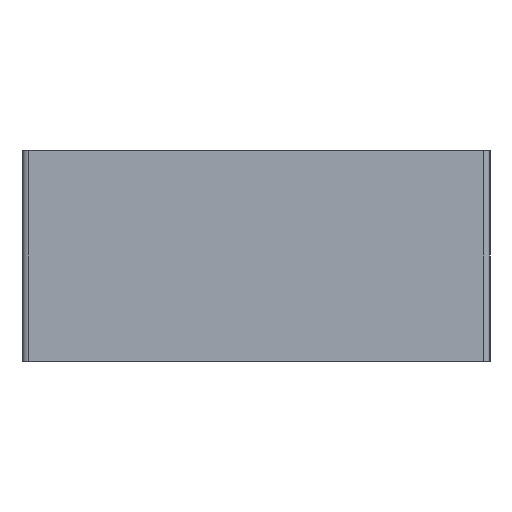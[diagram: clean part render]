
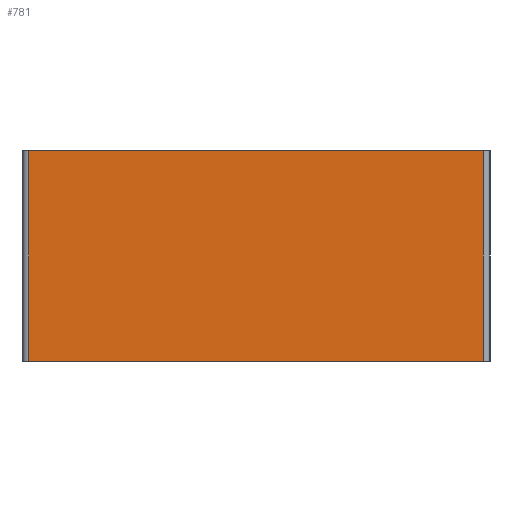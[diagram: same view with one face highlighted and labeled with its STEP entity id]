
A CAD part, left-side view. The second image highlights one B-rep face of the part: STEP entity #781.
In plain terms, the highlighted planar face has unit normal (-1, 0, 0).
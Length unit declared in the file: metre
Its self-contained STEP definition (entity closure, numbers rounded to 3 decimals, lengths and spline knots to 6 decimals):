
#130=ORIENTED_EDGE('',*,*,#316,.F.);
#131=ORIENTED_EDGE('',*,*,#362,.T.);
#132=ORIENTED_EDGE('',*,*,#363,.T.);
#133=ORIENTED_EDGE('',*,*,#364,.T.);
#316=EDGE_CURVE('',#434,#435,#507,.T.);
#362=EDGE_CURVE('',#434,#476,#540,.T.);
#363=EDGE_CURVE('',#476,#477,#541,.T.);
#364=EDGE_CURVE('',#477,#435,#542,.F.);
#434=VERTEX_POINT('',#1182);
#435=VERTEX_POINT('',#1184);
#476=VERTEX_POINT('',#1277);
#477=VERTEX_POINT('',#1279);
#507=LINE('',#1183,#585);
#540=LINE('',#1276,#618);
#541=LINE('',#1278,#619);
#542=LINE('',#1280,#620);
#585=VECTOR('',#931,1.);
#618=VECTOR('',#1002,1.);
#619=VECTOR('',#1003,1.);
#620=VECTOR('',#1004,1.);
#667=EDGE_LOOP('',(#130,#131,#132,#133));
#713=FACE_BOUND('',#667,.T.);
#758=PLANE('',#855);
#781=ADVANCED_FACE('',(#713),#758,.F.);
#855=AXIS2_PLACEMENT_3D('',#1275,#1000,#1001);
#931=DIRECTION('',(0.,-1.,0.));
#1000=DIRECTION('',(1.,0.,0.));
#1001=DIRECTION('',(0.,0.,-1.));
#1002=DIRECTION('',(0.,0.,-1.));
#1003=DIRECTION('',(0.,-1.,0.));
#1004=DIRECTION('',(0.,0.,-1.));
#1182=CARTESIAN_POINT('',(-0.121266,0.040809,0.04));
#1183=CARTESIAN_POINT('',(-0.121266,-0.002441,0.04));
#1184=CARTESIAN_POINT('',(-0.121266,-0.045691,0.04));
#1275=CARTESIAN_POINT('',(-0.121266,-0.002441,0.003));
#1276=CARTESIAN_POINT('',(-0.121266,0.040809,0.));
#1277=CARTESIAN_POINT('',(-0.121266,0.040809,0.));
#1278=CARTESIAN_POINT('',(-0.121266,-0.002441,0.));
#1279=CARTESIAN_POINT('',(-0.121266,-0.045691,0.));
#1280=CARTESIAN_POINT('',(-0.121266,-0.045691,0.003));
